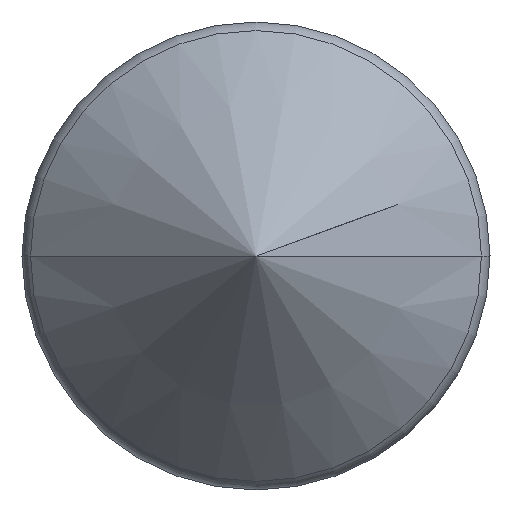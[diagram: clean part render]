
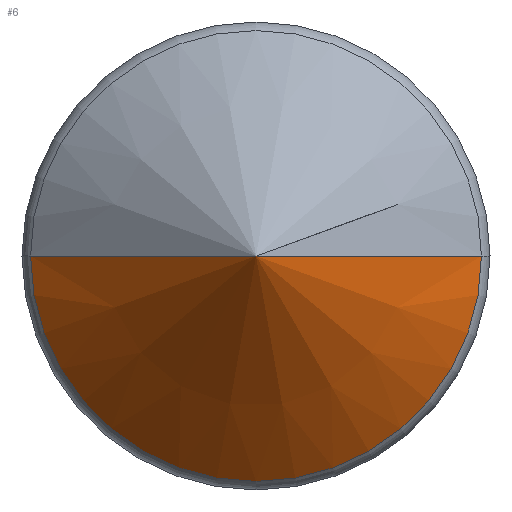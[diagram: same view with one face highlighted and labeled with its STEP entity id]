
A CAD part, left-side view. The second image highlights one B-rep face of the part: STEP entity #6.
In plain terms, the highlighted conical face has half-angle 45 degrees and reference radius 16 mm.
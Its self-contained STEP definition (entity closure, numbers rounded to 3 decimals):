
#5 = VECTOR ( 'NONE', #370, 1000. ) ;
#6 = ADVANCED_FACE ( 'NONE', ( #482 ), #150, .T. ) ;
#147 = CIRCLE ( 'NONE', #891, 15.414 ) ;
#150 = CONICAL_SURFACE ( 'NONE', #878, 16., 0.785 ) ;
#155 = ORIENTED_EDGE ( 'NONE', *, *, #257, .T. ) ;
#203 = CARTESIAN_POINT ( 'NONE',  ( -109.793, -29.414, 0. ) ) ;
#235 = CARTESIAN_POINT ( 'NONE',  ( -125.207, -14., 0. ) ) ;
#242 = VERTEX_POINT ( 'NONE', #203 ) ;
#257 = EDGE_CURVE ( 'NONE', #941, #504, #618, .T. ) ;
#262 = ORIENTED_EDGE ( 'NONE', *, *, #638, .T. ) ;
#307 = VECTOR ( 'NONE', #318, 1000. ) ;
#317 = CARTESIAN_POINT ( 'NONE',  ( -109.207, -14., 0. ) ) ;
#318 = DIRECTION ( 'NONE',  ( 0.707, -0.707, 0. ) ) ;
#348 = EDGE_CURVE ( 'NONE', #941, #242, #1049, .T. ) ;
#354 = CARTESIAN_POINT ( 'NONE',  ( -109.793, -14., 0. ) ) ;
#370 = DIRECTION ( 'NONE',  ( 0.707, 0.707, 0. ) ) ;
#404 = DIRECTION ( 'NONE',  ( 0., -1., 0. ) ) ;
#482 = FACE_OUTER_BOUND ( 'NONE', #501, .T. ) ;
#501 = EDGE_LOOP ( 'NONE', ( #837, #155, #262 ) ) ;
#504 = VERTEX_POINT ( 'NONE', #798 ) ;
#509 = DIRECTION ( 'NONE',  ( -1., 0., 0. ) ) ;
#618 = LINE ( 'NONE', #932, #5 ) ;
#638 = EDGE_CURVE ( 'NONE', #504, #242, #147, .T. ) ;
#652 = DIRECTION ( 'NONE',  ( 1., 0., 0. ) ) ;
#798 = CARTESIAN_POINT ( 'NONE',  ( -109.793, 1.414, 0. ) ) ;
#811 = CARTESIAN_POINT ( 'NONE',  ( -109.207, -30., 0. ) ) ;
#836 = DIRECTION ( 'NONE',  ( 0., 1., 0. ) ) ;
#837 = ORIENTED_EDGE ( 'NONE', *, *, #348, .F. ) ;
#878 = AXIS2_PLACEMENT_3D ( 'NONE', #317, #652, #404 ) ;
#891 = AXIS2_PLACEMENT_3D ( 'NONE', #354, #509, #836 ) ;
#932 = CARTESIAN_POINT ( 'NONE',  ( -109.207, 2., 0. ) ) ;
#941 = VERTEX_POINT ( 'NONE', #235 ) ;
#1049 = LINE ( 'NONE', #811, #307 ) ;
